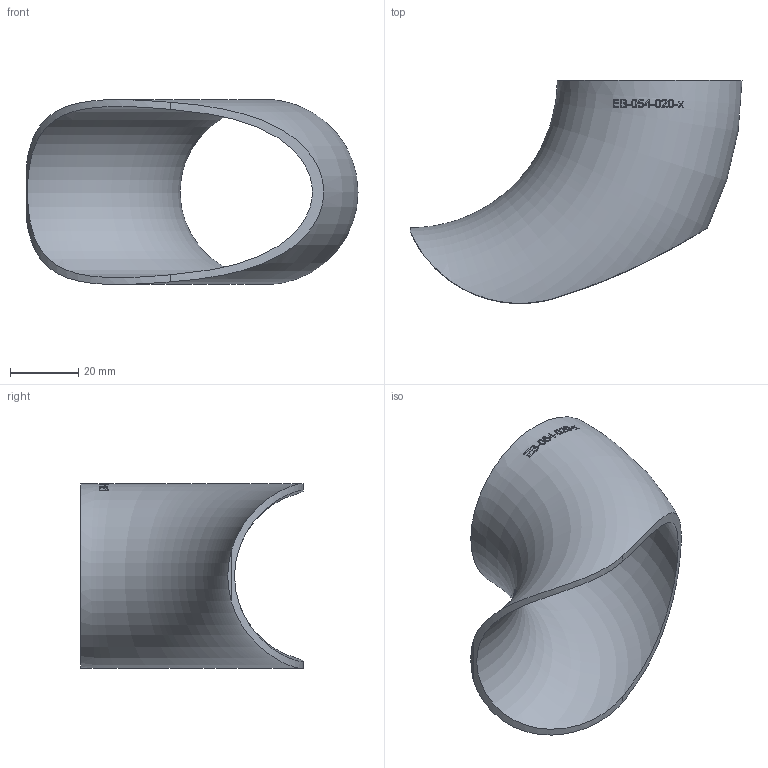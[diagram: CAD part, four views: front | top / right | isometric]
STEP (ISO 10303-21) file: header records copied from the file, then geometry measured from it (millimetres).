
FILE_DESCRIPTION (( 'STEP AP214' ), '1' );
FILE_NAME ('EB-054-020-x Einschweissbogen 2210.STEP', '2022-10-18T09:35:12', ( '' ), ( '' ), 'SwSTEP 2.0', 'SolidWorks 2019', '' );
FILE_SCHEMA (( 'AUTOMOTIVE_DESIGN' ));
Length unit declared in the file: millimetre
Products named in the file (1): EB-054-020-x Einschweissbogen 2210
Bounding box: 97 x 65.12 x 54.04 mm (x, y, z)
Volume: 22109.4 mm3; surface area: 23020 mm2
Topology: 1 solids, 1 shells, 155 faces, 412 edges, 276 vertices
Faces by surface type: bspline 132, torus 20, plane 2, cylinder 1
Entity records: 15734 total; most frequent: CARTESIAN_POINT 11468, ORIENTED_EDGE 816, EDGE_CURVE 408, B_SPLINE_CURVE_WITH_KNOTS 402, VERTEX_POINT 274, EDGE_LOOP 176, FACE_OUTER_BOUND 157, ADVANCED_FACE 155
